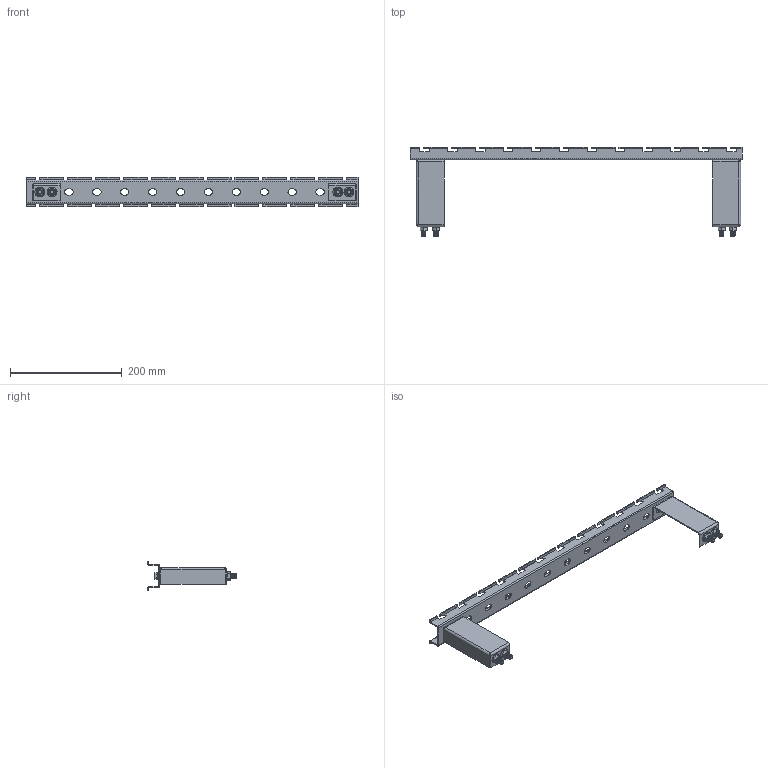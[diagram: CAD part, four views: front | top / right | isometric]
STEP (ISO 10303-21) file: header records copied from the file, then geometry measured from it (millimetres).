
FILE_DESCRIPTION (( 'STEP AP203' ), '1' );
FILE_NAME ('00406505.STEP', '2021-07-08T04:17:24', ( '' ), ( '' ), 'SwSTEP 2.0', 'SolidWorks 2020', '' );
FILE_SCHEMA (( 'CONFIG_CONTROL_DESIGN' ));
Length unit declared in the file: millimetre
Products named in the file (1): 00406505
Bounding box: 595 x 160 x 52 mm (x, y, z)
Volume: 156418.3 mm3; surface area: 163175.4 mm2
Topology: 15 solids, 15 shells, 966 faces, 2524 edges, 1594 vertices
Faces by surface type: plane 394, cylinder 366, cone 150, bspline 32, torus 24
Entity records: 45091 total; most frequent: CARTESIAN_POINT 23295, ORIENTED_EDGE 5048, DIRECTION 3960, EDGE_CURVE 2524, VERTEX_POINT 1594, AXIS2_PLACEMENT_3D 1357, LINE 1246, VECTOR 1246
